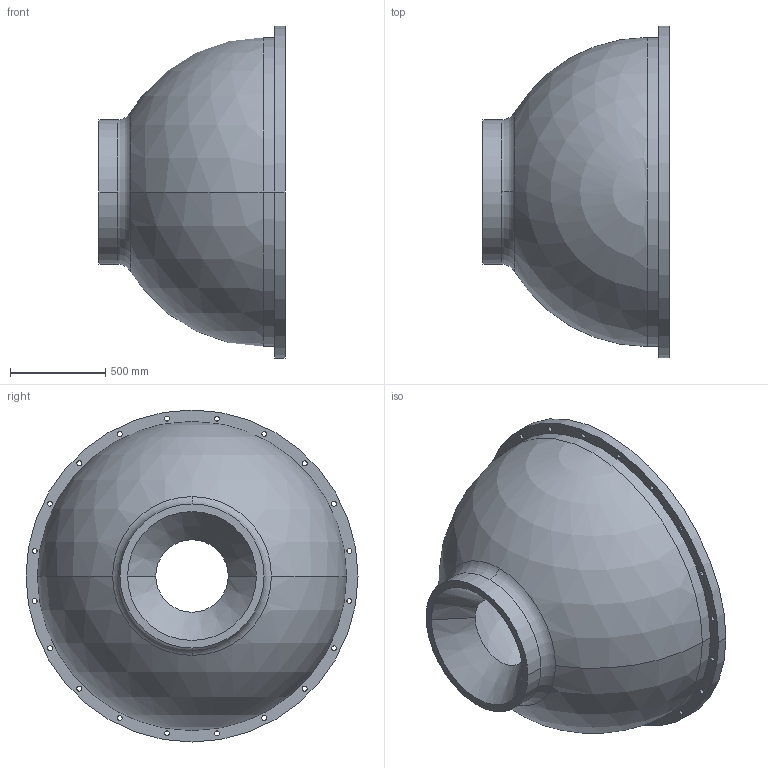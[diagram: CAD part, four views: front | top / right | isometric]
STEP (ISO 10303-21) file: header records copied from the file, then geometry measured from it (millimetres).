
FILE_DESCRIPTION (( 'STEP AP214' ), '1' );
FILE_NAME ('qiangai.STEP', '2024-12-04T01:34:38', ( '' ), ( '' ), 'SwSTEP 2.0', 'SolidWorks 2020', '' );
FILE_SCHEMA (( 'AUTOMOTIVE_DESIGN' ));
Length unit declared in the file: millimetre
Products named in the file (1): qiangai
Bounding box: 975 x 1740 x 1740 mm (x, y, z)
Volume: 440932227.9 mm3; surface area: 9788481.9 mm2
Topology: 1 solids, 1 shells, 59 faces, 170 edges, 110 vertices
Faces by surface type: cylinder 48, sphere 4, plane 3, torus 2, cone 2
Entity records: 2058 total; most frequent: DIRECTION 394, CARTESIAN_POINT 328, ORIENTED_EDGE 324, AXIS2_PLACEMENT_3D 172, EDGE_CURVE 162, CIRCLE 112, VERTEX_POINT 106, EDGE_LOOP 102
